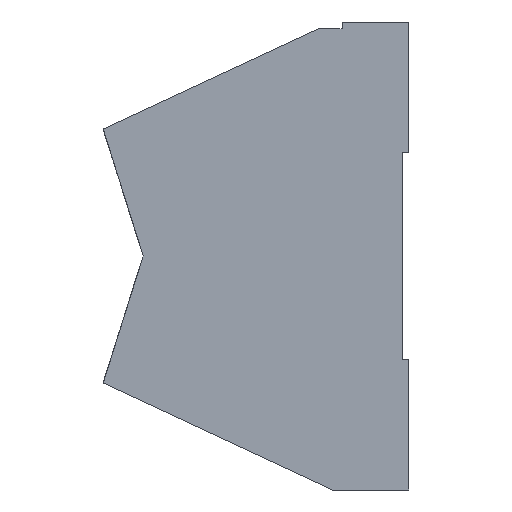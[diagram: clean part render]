
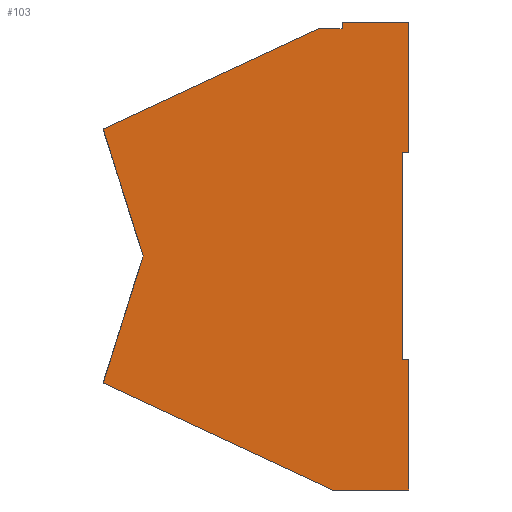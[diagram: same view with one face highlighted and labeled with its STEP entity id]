
A CAD part, left-side view. The second image highlights one B-rep face of the part: STEP entity #103.
In plain terms, the highlighted planar face has unit normal (-1, 0, 0).
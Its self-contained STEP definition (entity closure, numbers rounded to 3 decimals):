
#103 = ADVANCED_FACE( '', ( #206 ), #207, .F. );
#206 = FACE_OUTER_BOUND( '', #300, .T. );
#207 = PLANE( '', #301 );
#300 = EDGE_LOOP( '', ( #557, #558, #559, #560, #561, #562, #563, #564, #565, #566, #567, #568, #569 ) );
#301 = AXIS2_PLACEMENT_3D( '', #570, #571, #572 );
#557 = ORIENTED_EDGE( '', *, *, #652, .F. );
#558 = ORIENTED_EDGE( '', *, *, #642, .F. );
#559 = ORIENTED_EDGE( '', *, *, #677, .F. );
#560 = ORIENTED_EDGE( '', *, *, #655, .F. );
#561 = ORIENTED_EDGE( '', *, *, #616, .F. );
#562 = ORIENTED_EDGE( '', *, *, #647, .F. );
#563 = ORIENTED_EDGE( '', *, *, #579, .F. );
#564 = ORIENTED_EDGE( '', *, *, #662, .F. );
#565 = ORIENTED_EDGE( '', *, *, #574, .F. );
#566 = ORIENTED_EDGE( '', *, *, #629, .F. );
#567 = ORIENTED_EDGE( '', *, *, #679, .F. );
#568 = ORIENTED_EDGE( '', *, *, #664, .F. );
#569 = ORIENTED_EDGE( '', *, *, #659, .F. );
#570 = CARTESIAN_POINT( '', ( 0., 0., 0. ) );
#571 = DIRECTION( '', ( 1., 0., 0. ) );
#572 = DIRECTION( '', ( 0., 0., -1. ) );
#574 = EDGE_CURVE( '', #682, #683, #684, .T. );
#579 = EDGE_CURVE( '', #691, #692, #693, .T. );
#616 = EDGE_CURVE( '', #756, #758, #759, .T. );
#629 = EDGE_CURVE( '', #778, #682, #779, .T. );
#642 = EDGE_CURVE( '', #793, #794, #795, .T. );
#647 = EDGE_CURVE( '', #692, #756, #800, .T. );
#652 = EDGE_CURVE( '', #794, #805, #806, .T. );
#655 = EDGE_CURVE( '', #758, #809, #810, .T. );
#659 = EDGE_CURVE( '', #805, #814, #815, .T. );
#662 = EDGE_CURVE( '', #683, #691, #818, .T. );
#664 = EDGE_CURVE( '', #814, #820, #821, .T. );
#677 = EDGE_CURVE( '', #809, #793, #835, .T. );
#679 = EDGE_CURVE( '', #820, #778, #837, .T. );
#682 = VERTEX_POINT( '', #840 );
#683 = VERTEX_POINT( '', #841 );
#684 = LINE( '', #842, #843 );
#691 = VERTEX_POINT( '', #853 );
#692 = VERTEX_POINT( '', #854 );
#693 = LINE( '', #855, #856 );
#756 = VERTEX_POINT( '', #940 );
#758 = VERTEX_POINT( '', #943 );
#759 = LINE( '', #944, #945 );
#778 = VERTEX_POINT( '', #970 );
#779 = LINE( '', #971, #972 );
#793 = VERTEX_POINT( '', #991 );
#794 = VERTEX_POINT( '', #992 );
#795 = LINE( '', #993, #994 );
#800 = LINE( '', #1001, #1002 );
#805 = VERTEX_POINT( '', #1007 );
#806 = LINE( '', #1008, #1009 );
#809 = VERTEX_POINT( '', #1013 );
#810 = LINE( '', #1014, #1015 );
#814 = VERTEX_POINT( '', #1020 );
#815 = LINE( '', #1021, #1022 );
#818 = LINE( '', #1026, #1027 );
#820 = VERTEX_POINT( '', #1029 );
#821 = LINE( '', #1030, #1031 );
#835 = LINE( '', #1048, #1049 );
#837 = LINE( '', #1051, #1052 );
#840 = CARTESIAN_POINT( '', ( 0., 0., -7.75 ) );
#841 = CARTESIAN_POINT( '', ( 0., 0., -17.5 ) );
#842 = CARTESIAN_POINT( '', ( 0., 0., -7.75 ) );
#843 = VECTOR( '', #1054, 1000. );
#853 = CARTESIAN_POINT( '', ( 0., 5.719, -17.5 ) );
#854 = CARTESIAN_POINT( '', ( 0., 22.875, -9.5 ) );
#855 = CARTESIAN_POINT( '', ( 0., 5.719, -17.5 ) );
#856 = VECTOR( '', #1058, 1000. );
#940 = CARTESIAN_POINT( '', ( 0., 19.88, 0. ) );
#943 = CARTESIAN_POINT( '', ( 0., 22.875, 9.5 ) );
#944 = CARTESIAN_POINT( '', ( 0., 19.88, 0. ) );
#945 = VECTOR( '', #1111, 1000. );
#970 = CARTESIAN_POINT( '', ( 0., 0.5, -7.75 ) );
#971 = CARTESIAN_POINT( '', ( 0., 0.5, -7.75 ) );
#972 = VECTOR( '', #1127, 1000. );
#991 = CARTESIAN_POINT( '', ( 0., 5., 17. ) );
#992 = CARTESIAN_POINT( '', ( 0., 5., 17.5 ) );
#993 = CARTESIAN_POINT( '', ( 0., 5., 17. ) );
#994 = VECTOR( '', #1145, 1000. );
#1001 = CARTESIAN_POINT( '', ( 0., 22.875, -9.5 ) );
#1002 = VECTOR( '', #1151, 1000. );
#1007 = CARTESIAN_POINT( '', ( 0., 0., 17.5 ) );
#1008 = CARTESIAN_POINT( '', ( 0., 5., 17.5 ) );
#1009 = VECTOR( '', #1161, 1000. );
#1013 = CARTESIAN_POINT( '', ( 0., 6.792, 17. ) );
#1014 = CARTESIAN_POINT( '', ( 0., 22.875, 9.5 ) );
#1015 = VECTOR( '', #1163, 1000. );
#1020 = CARTESIAN_POINT( '', ( 0., 0., 7.75 ) );
#1021 = CARTESIAN_POINT( '', ( 0., 0., 17.5 ) );
#1022 = VECTOR( '', #1165, 1000. );
#1026 = CARTESIAN_POINT( '', ( 0., 0., -17.5 ) );
#1027 = VECTOR( '', #1167, 1000. );
#1029 = CARTESIAN_POINT( '', ( 0., 0.5, 7.75 ) );
#1030 = CARTESIAN_POINT( '', ( 0., 0., 7.75 ) );
#1031 = VECTOR( '', #1168, 1000. );
#1048 = CARTESIAN_POINT( '', ( 0., 6.792, 17. ) );
#1049 = VECTOR( '', #1181, 1000. );
#1051 = CARTESIAN_POINT( '', ( 0., 0.5, 7.75 ) );
#1052 = VECTOR( '', #1182, 1000. );
#1054 = DIRECTION( '', ( 0., 0., -1. ) );
#1058 = DIRECTION( '', ( 0., 0.906, 0.423 ) );
#1111 = DIRECTION( '', ( 0., 0.301, 0.954 ) );
#1127 = DIRECTION( '', ( 0., -1., 0. ) );
#1145 = DIRECTION( '', ( 0., 0., 1. ) );
#1151 = DIRECTION( '', ( 0., -0.301, 0.954 ) );
#1161 = DIRECTION( '', ( 0., -1., 0. ) );
#1163 = DIRECTION( '', ( 0., -0.906, 0.423 ) );
#1165 = DIRECTION( '', ( 0., 0., -1. ) );
#1167 = DIRECTION( '', ( 0., 1., 0. ) );
#1168 = DIRECTION( '', ( 0., 1., 0. ) );
#1181 = DIRECTION( '', ( 0., -1., 0. ) );
#1182 = DIRECTION( '', ( 0., 0., -1. ) );
